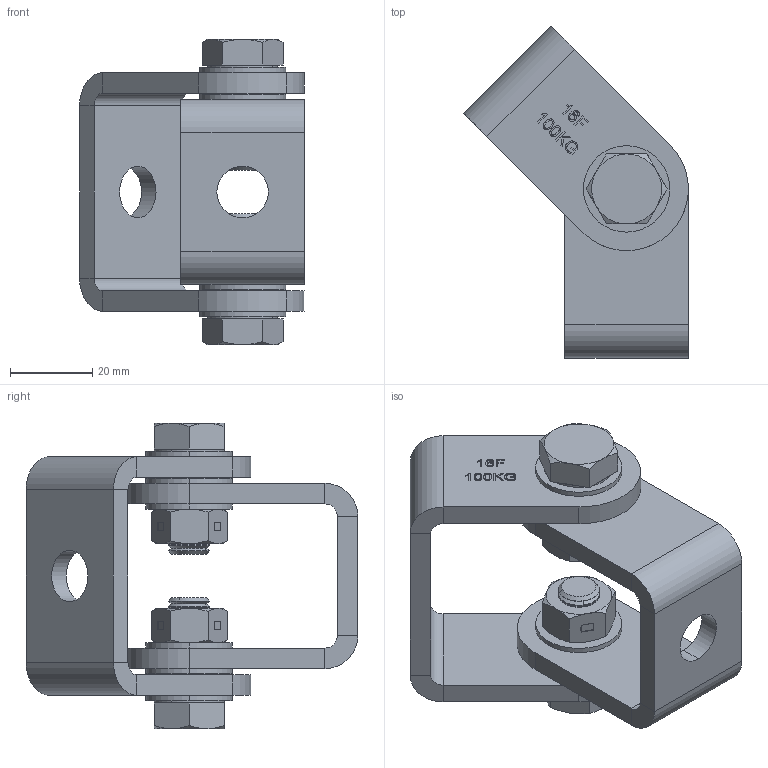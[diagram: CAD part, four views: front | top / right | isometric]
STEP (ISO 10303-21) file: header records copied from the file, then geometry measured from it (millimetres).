
FILE_DESCRIPTION (( 'STEP AP203' ), '1' );
FILE_NAME ('T30410.STEP', '2018-11-28T09:42:20', ( '' ), ( '' ), 'SwSTEP 2.0', 'SolidWorks 2016', '' );
FILE_SCHEMA (( 'CONFIG_CONTROL_DESIGN' ));
Length unit declared in the file: millimetre
Products named in the file (6): Hex Screw GradeC_Doughty Fastners_ISO 4018 - M10 x 25-WS; Hex Centre Lock Nut GradeAB_Doughty Fastners_BS EN 24032 - M10 - D - S; TH1543; B Washer_Bright washer BS 4320 - M10 (Form B); TH1544; T30410
Assembly tree (12 placements, depth 2):
  T30410
    TH1543
    B Washer_Bright washer BS 4320 - M10 (Form B)  x6
    TH1544
    Hex Screw GradeC_Doughty Fastners_ISO 4018 - M10 x 25-WS  x2
    Hex Centre Lock Nut GradeAB_Doughty Fastners_BS EN 24032 - M10 - D - S  x2
Bounding box: 54.6 x 80.6 x 74.2 mm (x, y, z)
Volume: 51140.4 mm3; surface area: 30379.7 mm2
Topology: 12 solids, 12 shells, 594 faces, 1421 edges, 870 vertices
Faces by surface type: cone 224, plane 170, cylinder 152, bspline 48
Entity records: 14233 total; most frequent: CARTESIAN_POINT 5010, ORIENTED_EDGE 1770, DIRECTION 1715, EDGE_CURVE 885, AXIS2_PLACEMENT_3D 631, VERTEX_POINT 546, VECTOR 453, LINE 453
